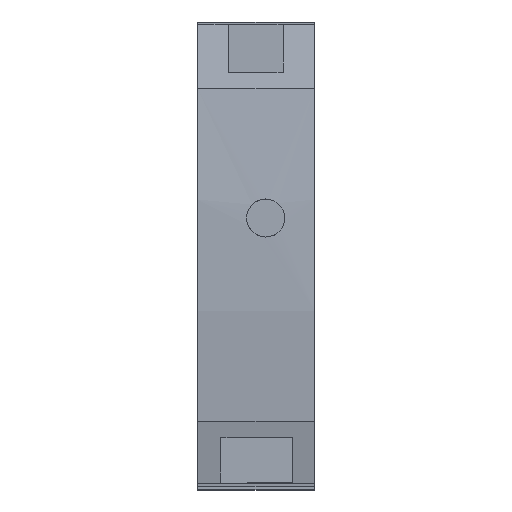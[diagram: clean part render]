
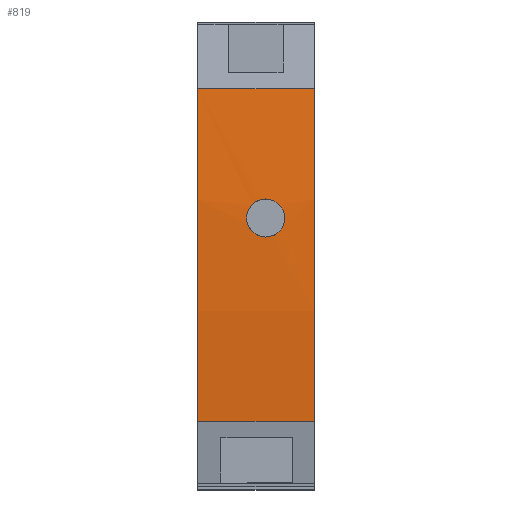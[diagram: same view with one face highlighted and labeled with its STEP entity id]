
A CAD part, top view. The second image highlights one B-rep face of the part: STEP entity #819.
In plain terms, the highlighted cylindrical face has radius 265.386 mm (diameter 530.771 mm), a partial arc.
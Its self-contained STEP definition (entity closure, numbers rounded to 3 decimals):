
#132=CARTESIAN_POINT('',(13.111,10.868,109.092));
#133=VERTEX_POINT('',#132);
#158=CARTESIAN_POINT('',(13.111,3.543,109.325));
#159=VERTEX_POINT('',#158);
#166=CARTESIAN_POINT('',(13.111,10.868,109.092));
#167=CARTESIAN_POINT('',(13.341,10.868,109.092));
#168=CARTESIAN_POINT('',(13.579,10.846,109.093));
#169=CARTESIAN_POINT('',(14.052,10.753,109.097));
#170=CARTESIAN_POINT('',(14.287,10.682,109.101));
#171=CARTESIAN_POINT('',(14.738,10.495,109.109));
#172=CARTESIAN_POINT('',(14.954,10.379,109.114));
#173=CARTESIAN_POINT('',(15.354,10.11,109.126));
#174=CARTESIAN_POINT('',(15.538,9.958,109.132));
#175=CARTESIAN_POINT('',(15.863,9.633,109.146));
#176=CARTESIAN_POINT('',(16.016,9.449,109.153));
#177=CARTESIAN_POINT('',(16.285,9.049,109.169));
#178=CARTESIAN_POINT('',(16.401,8.832,109.177));
#179=CARTESIAN_POINT('',(16.588,8.381,109.194));
#180=CARTESIAN_POINT('',(16.659,8.146,109.202));
#181=CARTESIAN_POINT('',(16.751,7.673,109.219));
#182=CARTESIAN_POINT('',(16.773,7.435,109.227));
#183=CARTESIAN_POINT('',(16.773,6.975,109.241));
#184=CARTESIAN_POINT('',(16.751,6.737,109.249));
#185=CARTESIAN_POINT('',(16.659,6.264,109.262));
#186=CARTESIAN_POINT('',(16.588,6.029,109.269));
#187=CARTESIAN_POINT('',(16.401,5.578,109.281));
#188=CARTESIAN_POINT('',(16.285,5.362,109.286));
#189=CARTESIAN_POINT('',(16.016,4.962,109.296));
#190=CARTESIAN_POINT('',(15.863,4.778,109.3));
#191=CARTESIAN_POINT('',(15.538,4.453,109.307));
#192=CARTESIAN_POINT('',(15.354,4.3,109.31));
#193=CARTESIAN_POINT('',(14.954,4.031,109.316));
#194=CARTESIAN_POINT('',(14.738,3.915,109.318));
#195=CARTESIAN_POINT('',(14.287,3.728,109.322));
#196=CARTESIAN_POINT('',(14.052,3.657,109.323));
#197=CARTESIAN_POINT('',(13.579,3.565,109.325));
#198=CARTESIAN_POINT('',(13.341,3.543,109.325));
#199=CARTESIAN_POINT('',(13.111,3.543,109.325));
#200=B_SPLINE_CURVE_WITH_KNOTS('',3,(#166,#167,#168,#169,#170,#171,#172,#173,#174,#175,#176,#177,#178,#179,#180,#181,#182,#183,#184,#185,#186,#187,#188,#189,#190,#191,#192,#193,#194,#195,#196,#197,#198,#199),.UNSPECIFIED.,.F.,.U.,(4,2,2,2,2,2,2,2,2,2,2,2,2,2,2,2,4),(0.0,0.69,1.38,2.069,2.759,3.45,4.14,4.83,5.52,6.21,6.901,7.591,8.281,8.97,9.66,10.35,11.04),.UNSPECIFIED.);
#201=EDGE_CURVE('',#133,#159,#200,.T.);
#339=CARTESIAN_POINT('',(13.111,3.543,109.325));
#340=CARTESIAN_POINT('',(12.881,3.543,109.325));
#341=CARTESIAN_POINT('',(12.643,3.565,109.325));
#342=CARTESIAN_POINT('',(12.17,3.657,109.323));
#343=CARTESIAN_POINT('',(11.935,3.728,109.322));
#344=CARTESIAN_POINT('',(11.484,3.915,109.318));
#345=CARTESIAN_POINT('',(11.268,4.031,109.316));
#346=CARTESIAN_POINT('',(10.868,4.3,109.31));
#347=CARTESIAN_POINT('',(10.684,4.453,109.307));
#348=CARTESIAN_POINT('',(10.359,4.778,109.3));
#349=CARTESIAN_POINT('',(10.206,4.962,109.296));
#350=CARTESIAN_POINT('',(9.937,5.362,109.286));
#351=CARTESIAN_POINT('',(9.821,5.578,109.281));
#352=CARTESIAN_POINT('',(9.634,6.029,109.269));
#353=CARTESIAN_POINT('',(9.563,6.264,109.262));
#354=CARTESIAN_POINT('',(9.471,6.737,109.249));
#355=CARTESIAN_POINT('',(9.449,6.975,109.241));
#356=CARTESIAN_POINT('',(9.449,7.435,109.227));
#357=CARTESIAN_POINT('',(9.471,7.673,109.219));
#358=CARTESIAN_POINT('',(9.563,8.146,109.202));
#359=CARTESIAN_POINT('',(9.634,8.381,109.194));
#360=CARTESIAN_POINT('',(9.821,8.832,109.177));
#361=CARTESIAN_POINT('',(9.937,9.049,109.169));
#362=CARTESIAN_POINT('',(10.206,9.449,109.153));
#363=CARTESIAN_POINT('',(10.359,9.633,109.146));
#364=CARTESIAN_POINT('',(10.684,9.958,109.132));
#365=CARTESIAN_POINT('',(10.868,10.11,109.126));
#366=CARTESIAN_POINT('',(11.268,10.379,109.114));
#367=CARTESIAN_POINT('',(11.484,10.495,109.109));
#368=CARTESIAN_POINT('',(11.935,10.682,109.101));
#369=CARTESIAN_POINT('',(12.17,10.753,109.097));
#370=CARTESIAN_POINT('',(12.643,10.846,109.093));
#371=CARTESIAN_POINT('',(12.881,10.868,109.092));
#372=CARTESIAN_POINT('',(13.111,10.868,109.092));
#373=B_SPLINE_CURVE_WITH_KNOTS('',3,(#339,#340,#341,#342,#343,#344,#345,#346,#347,#348,#349,#350,#351,#352,#353,#354,#355,#356,#357,#358,#359,#360,#361,#362,#363,#364,#365,#366,#367,#368,#369,#370,#371,#372),.UNSPECIFIED.,.F.,.U.,(4,2,2,2,2,2,2,2,2,2,2,2,2,2,2,2,4),(11.04,11.73,12.419,13.109,13.799,14.489,15.179,15.869,16.559,17.249,17.94,18.63,19.32,20.01,20.7,21.39,22.08),.UNSPECIFIED.);
#374=EDGE_CURVE('',#159,#133,#373,.T.);
#506=CARTESIAN_POINT('',(0.0,-31.982,107.58));
#507=VERTEX_POINT('',#506);
#534=CARTESIAN_POINT('',(22.5,-31.982,107.58));
#535=VERTEX_POINT('',#534);
#542=CARTESIAN_POINT('',(22.5,-31.982,107.58));
#543=DIRECTION('',(-1.0,0.0,0.0));
#544=VECTOR('',#543,22.5);
#545=LINE('',#542,#544);
#546=EDGE_CURVE('',#535,#507,#545,.T.);
#567=CARTESIAN_POINT('',(0.0,32.072,107.27));
#568=VERTEX_POINT('',#567);
#575=CARTESIAN_POINT('',(22.5,32.072,107.27));
#576=VERTEX_POINT('',#575);
#577=CARTESIAN_POINT('',(22.5,32.072,107.27));
#578=DIRECTION('',(-1.0,0.0,0.0));
#579=VECTOR('',#578,22.5);
#580=LINE('',#577,#579);
#581=EDGE_CURVE('',#576,#568,#580,.T.);
#792=CARTESIAN_POINT('',(22.5,-1.23,-156.018));
#793=DIRECTION('',(-1.0,0.0,0.));
#794=DIRECTION('',(0.,0.005,1.));
#795=AXIS2_PLACEMENT_3D('',#792,#793,#794);
#796=CYLINDRICAL_SURFACE('',#795,265.386);
#797=CARTESIAN_POINT('',(0.0,-1.23,-156.018));
#798=DIRECTION('',(1.0,0.,0.));
#799=DIRECTION('',(0.,0.005,1.));
#800=AXIS2_PLACEMENT_3D('',#797,#798,#799);
#801=CIRCLE('',#800,265.386);
#802=EDGE_CURVE('',#568,#507,#801,.T.);
#803=ORIENTED_EDGE('',*,*,#802,.T.);
#804=ORIENTED_EDGE('',*,*,#546,.F.);
#805=CARTESIAN_POINT('',(22.5,-1.23,-156.018));
#806=DIRECTION('',(-1.0,0.,0.));
#807=DIRECTION('',(0.,0.005,1.));
#808=AXIS2_PLACEMENT_3D('',#805,#806,#807);
#809=CIRCLE('',#808,265.386);
#810=EDGE_CURVE('',#535,#576,#809,.T.);
#811=ORIENTED_EDGE('',*,*,#810,.T.);
#812=ORIENTED_EDGE('',*,*,#581,.T.);
#813=EDGE_LOOP('',(#803,#804,#811,#812));
#814=FACE_OUTER_BOUND('',#813,.T.);
#815=ORIENTED_EDGE('',*,*,#201,.T.);
#816=ORIENTED_EDGE('',*,*,#374,.T.);
#817=EDGE_LOOP('',(#815,#816));
#818=FACE_BOUND('',#817,.T.);
#819=ADVANCED_FACE('',(#814,#818),#796,.T.);
